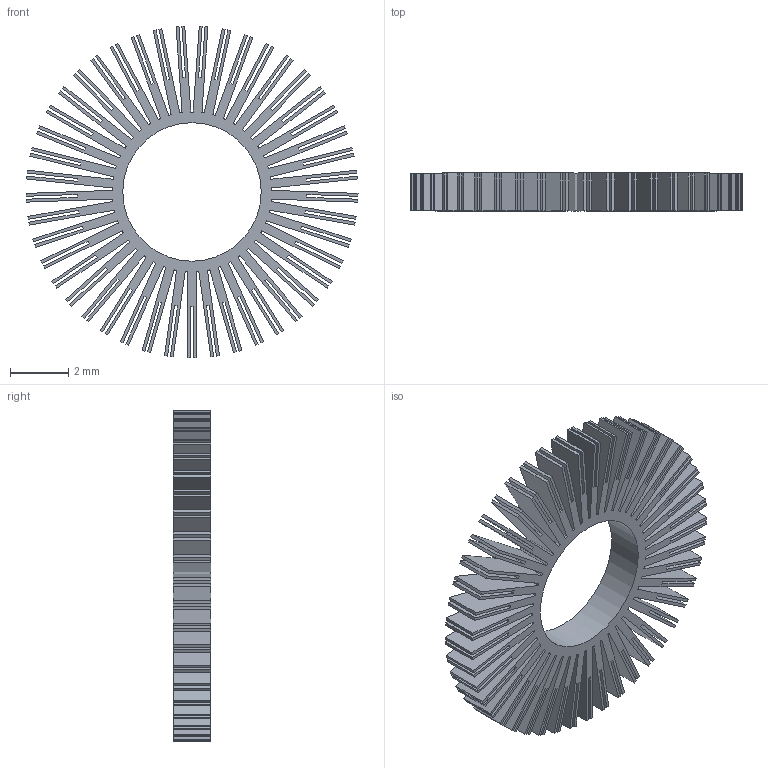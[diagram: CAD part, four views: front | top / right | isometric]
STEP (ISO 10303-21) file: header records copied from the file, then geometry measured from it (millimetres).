
FILE_DESCRIPTION(/* description */ (''),/* implementation_level */ '2;1');
FILE_NAME(/* name */ 'bjt_HS_2.step',/* time_stamp */ '2022-01-02T20:24:32+02:00',/* author */ (''),/* organization */ (''),/* preprocessor_version */ 'ST-DEVELOPER v18.1',/* originating_system */ 'Autodesk Translation Framework v10.10.0.1391',/* authorisation */ '');
FILE_SCHEMA (('AUTOMOTIVE_DESIGN { 1 0 10303 214 3 1 1 }'));
Length unit declared in the file: millimetre
Products named in the file (1): HS_1_2N2222 (2)
Bounding box: 11.39 x 1.29 x 11.38 mm (x, y, z)
Volume: 49 mm3; surface area: 664.8 mm2
Topology: 1 solids, 1 shells, 363 faces, 1083 edges, 722 vertices
Faces by surface type: plane 317, cylinder 46
Full cylindrical faces by diameter (mm): 4.75 x1
Entity records: 12073 total; most frequent: CARTESIAN_POINT 2169, ORIENTED_EDGE 2166, DIRECTION 1903, EDGE_CURVE 1083, LINE 991, VECTOR 991, VERTEX_POINT 722, AXIS2_PLACEMENT_3D 456
